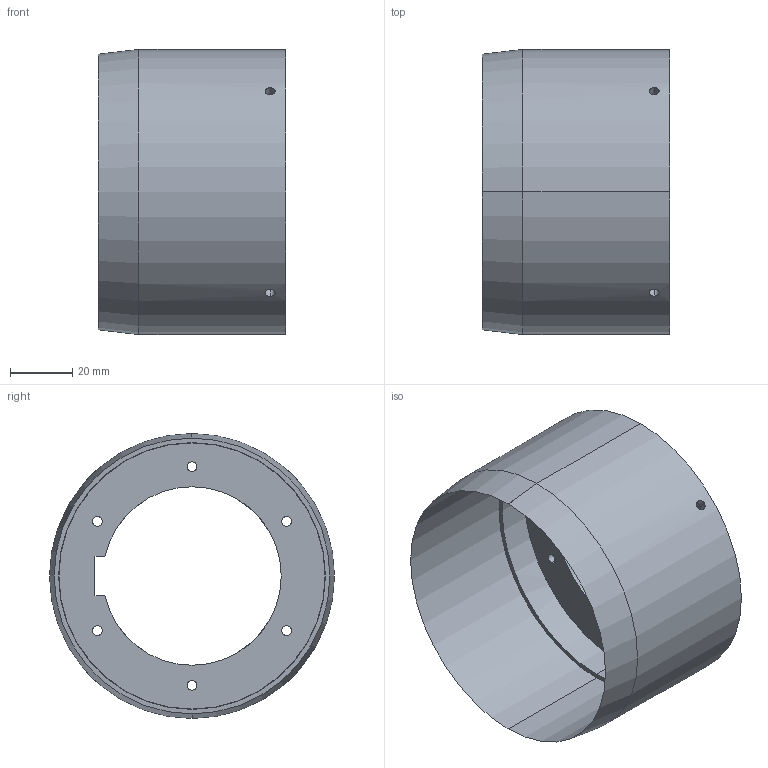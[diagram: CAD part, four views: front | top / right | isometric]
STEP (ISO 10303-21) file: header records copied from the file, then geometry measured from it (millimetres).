
FILE_DESCRIPTION (( 'STEP AP214' ), '1' );
FILE_NAME ('Coupler.STEP', '2024-10-25T18:31:57', ( '' ), ( '' ), 'SwSTEP 2.0', 'SolidWorks 2024', '' );
FILE_SCHEMA (( 'AUTOMOTIVE_DESIGN' ));
Length unit declared in the file: centimetre
Products named in the file (1): Coupler
Bounding box: 60 x 91.25 x 91.25 mm (x, y, z)
Volume: 60362.2 mm3; surface area: 46608.7 mm2
Topology: 2 solids, 2 shells, 48 faces, 128 edges, 84 vertices
Faces by surface type: cylinder 39, plane 7, cone 2
Entity records: 2346 total; most frequent: CARTESIAN_POINT 1069, ORIENTED_EDGE 256, DIRECTION 240, EDGE_CURVE 128, AXIS2_PLACEMENT_3D 95, VERTEX_POINT 84, EDGE_LOOP 80, LINE 50
